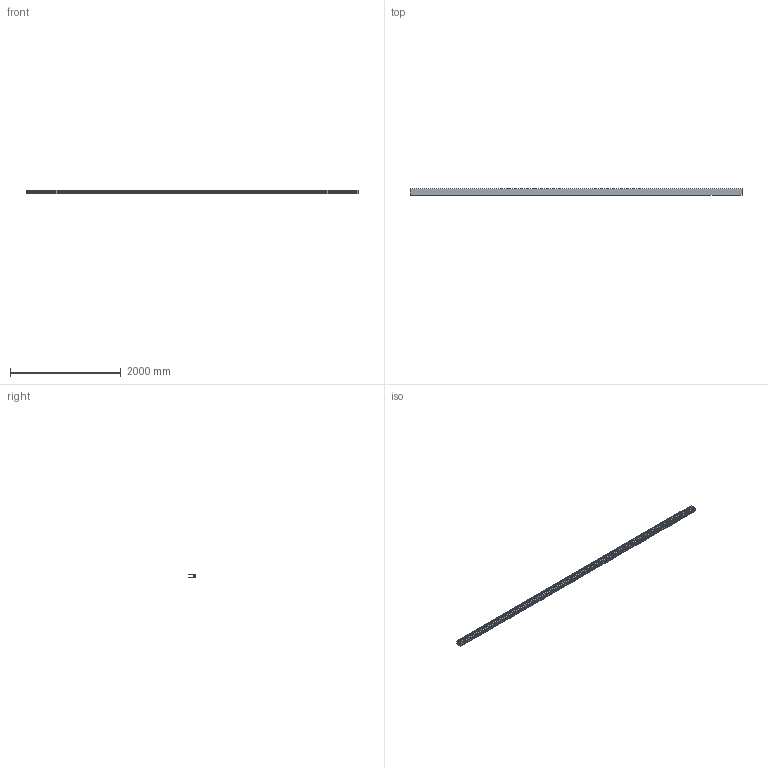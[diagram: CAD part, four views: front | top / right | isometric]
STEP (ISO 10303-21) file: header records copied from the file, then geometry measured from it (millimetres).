
FILE_DESCRIPTION (( 'STEP AP214' ), '1' );
FILE_NAME ('AL_0004-LIGHT-6000-S-E.STEP', '2024-01-12T09:53:28', ( '' ), ( '' ), 'SwSTEP 2.0', 'SolidWorks 2019', '' );
FILE_SCHEMA (( 'AUTOMOTIVE_DESIGN' ));
Length unit declared in the file: millimetre
Products named in the file (1): AL_0004-LIGHT-6000-S-E
Bounding box: 6000 x 120 x 58 mm (x, y, z)
Volume: 9219716 mm3; surface area: 6761530 mm2
Topology: 1 solids, 1 shells, 478 faces, 1518 edges, 1012 vertices
Faces by surface type: cylinder 302, plane 176
Entity records: 18464 total; most frequent: CARTESIAN_POINT 4329, ORIENTED_EDGE 3036, DIRECTION 2960, EDGE_CURVE 1518, AXIS2_PLACEMENT_3D 1083, VERTEX_POINT 1012, VECTOR 794, LINE 794
